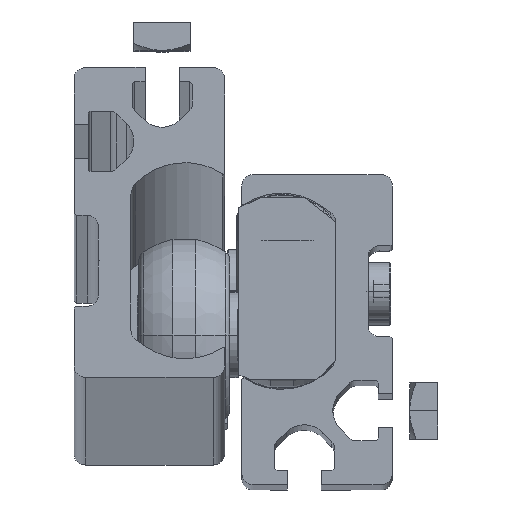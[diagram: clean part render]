
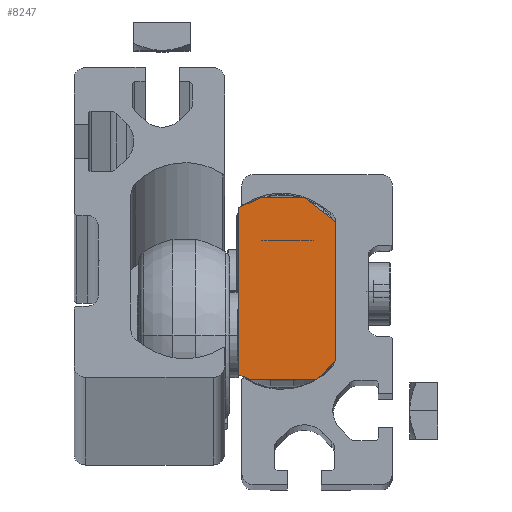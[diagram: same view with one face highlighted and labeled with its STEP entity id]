
A CAD part, top view. The second image highlights one B-rep face of the part: STEP entity #8247.
In plain terms, the highlighted face is planar.
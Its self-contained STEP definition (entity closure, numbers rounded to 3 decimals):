
#132 = VERTEX_POINT ( 'NONE', #12362 ) ;
#527 = VECTOR ( 'NONE', #7877, 1000. ) ;
#1002 = VECTOR ( 'NONE', #6863, 1000. ) ;
#1295 = CARTESIAN_POINT ( 'NONE',  ( -19., 12.203, 8.5 ) ) ;
#1451 = VECTOR ( 'NONE', #13158, 1000. ) ;
#1532 = VERTEX_POINT ( 'NONE', #10227 ) ;
#1547 = CARTESIAN_POINT ( 'NONE',  ( -19., -14.661, -8.5 ) ) ;
#1790 = EDGE_CURVE ( 'NONE', #17268, #5310, #10580, .T. ) ;
#1961 = CARTESIAN_POINT ( 'NONE',  ( -19., 12.203, 8.5 ) ) ;
#2742 = VERTEX_POINT ( 'NONE', #2999 ) ;
#2999 = CARTESIAN_POINT ( 'NONE',  ( -19., 16.5, -4.6 ) ) ;
#3286 = LINE ( 'NONE', #4847, #527 ) ;
#3370 = CARTESIAN_POINT ( 'NONE',  ( -19., -12.2, 8.5 ) ) ;
#3737 = LINE ( 'NONE', #10207, #1002 ) ;
#4847 = CARTESIAN_POINT ( 'NONE',  ( -19., -15.5, 5.2 ) ) ;
#5240 = CARTESIAN_POINT ( 'NONE',  ( -19., -14.661, -8.5 ) ) ;
#5305 = EDGE_LOOP ( 'NONE', ( #14226, #9981, #14695, #20167, #18393, #17680, #11673, #18466 ) ) ;
#5310 = VERTEX_POINT ( 'NONE', #5621 ) ;
#5397 = VECTOR ( 'NONE', #14108, 1000. ) ;
#5437 = DIRECTION ( 'NONE',  ( 0., 0., 1. ) ) ;
#5621 = CARTESIAN_POINT ( 'NONE',  ( -19., 16.5, 3. ) ) ;
#5679 = EDGE_CURVE ( 'NONE', #1532, #17268, #3737, .T. ) ;
#6286 = LINE ( 'NONE', #11101, #5397 ) ;
#6329 = LINE ( 'NONE', #1547, #13077 ) ;
#6468 = VERTEX_POINT ( 'NONE', #5240 ) ;
#6534 = DIRECTION ( 'NONE',  ( 0., -0.423, 0.906 ) ) ;
#6863 = DIRECTION ( 'NONE',  ( 0., 1., 0. ) ) ;
#6878 = CARTESIAN_POINT ( 'NONE',  ( -19., 16.5, -4.6 ) ) ;
#7177 = VECTOR ( 'NONE', #10004, 1000. ) ;
#7877 = DIRECTION ( 'NONE',  ( 0., 0., -1. ) ) ;
#8247 = ADVANCED_FACE ( 'NONE', ( #16370 ), #11727, .T. ) ;
#8453 = VECTOR ( 'NONE', #16892, 1000. ) ;
#8567 = CARTESIAN_POINT ( 'NONE',  ( -19., 1.5, 22.2 ) ) ;
#9936 = DIRECTION ( 'NONE',  ( -1., 0., 0. ) ) ;
#9981 = ORIENTED_EDGE ( 'NONE', *, *, #20210, .F. ) ;
#10004 = DIRECTION ( 'NONE',  ( 0., -0.423, -0.906 ) ) ;
#10207 = CARTESIAN_POINT ( 'NONE',  ( -19., -12.2, 8.5 ) ) ;
#10227 = CARTESIAN_POINT ( 'NONE',  ( -19., -12.2, 8.5 ) ) ;
#10580 = LINE ( 'NONE', #1295, #8453 ) ;
#11101 = CARTESIAN_POINT ( 'NONE',  ( -19., 14.681, -8.5 ) ) ;
#11358 = EDGE_CURVE ( 'NONE', #11933, #6468, #6286, .T. ) ;
#11463 = EDGE_CURVE ( 'NONE', #1532, #132, #20520, .T. ) ;
#11652 = AXIS2_PLACEMENT_3D ( 'NONE', #8567, #9936, #5437 ) ;
#11673 = ORIENTED_EDGE ( 'NONE', *, *, #11463, .F. ) ;
#11727 = PLANE ( 'NONE',  #11652 ) ;
#11933 = VERTEX_POINT ( 'NONE', #19531 ) ;
#12362 = CARTESIAN_POINT ( 'NONE',  ( -19., -15.5, 5.2 ) ) ;
#12678 = CARTESIAN_POINT ( 'NONE',  ( -19., -15.5, -6.7 ) ) ;
#13077 = VECTOR ( 'NONE', #6534, 1000. ) ;
#13158 = DIRECTION ( 'NONE',  ( 0., -0.707, -0.707 ) ) ;
#13245 = EDGE_CURVE ( 'NONE', #6468, #17835, #6329, .T. ) ;
#13509 = VECTOR ( 'NONE', #15355, 1000. ) ;
#14108 = DIRECTION ( 'NONE',  ( 0., -1., 0. ) ) ;
#14226 = ORIENTED_EDGE ( 'NONE', *, *, #1790, .T. ) ;
#14695 = ORIENTED_EDGE ( 'NONE', *, *, #15126, .T. ) ;
#15126 = EDGE_CURVE ( 'NONE', #2742, #11933, #19657, .T. ) ;
#15245 = EDGE_CURVE ( 'NONE', #132, #17835, #3286, .T. ) ;
#15355 = DIRECTION ( 'NONE',  ( 0., 0., 1. ) ) ;
#16370 = FACE_OUTER_BOUND ( 'NONE', #5305, .T. ) ;
#16892 = DIRECTION ( 'NONE',  ( 0., 0.616, -0.788 ) ) ;
#17129 = LINE ( 'NONE', #18790, #13509 ) ;
#17268 = VERTEX_POINT ( 'NONE', #1961 ) ;
#17680 = ORIENTED_EDGE ( 'NONE', *, *, #15245, .F. ) ;
#17835 = VERTEX_POINT ( 'NONE', #12678 ) ;
#18393 = ORIENTED_EDGE ( 'NONE', *, *, #13245, .T. ) ;
#18466 = ORIENTED_EDGE ( 'NONE', *, *, #5679, .T. ) ;
#18790 = CARTESIAN_POINT ( 'NONE',  ( -19., 16.5, -4.6 ) ) ;
#19531 = CARTESIAN_POINT ( 'NONE',  ( -19., 14.681, -8.5 ) ) ;
#19657 = LINE ( 'NONE', #6878, #7177 ) ;
#20167 = ORIENTED_EDGE ( 'NONE', *, *, #11358, .T. ) ;
#20210 = EDGE_CURVE ( 'NONE', #2742, #5310, #17129, .T. ) ;
#20520 = LINE ( 'NONE', #3370, #1451 ) ;
